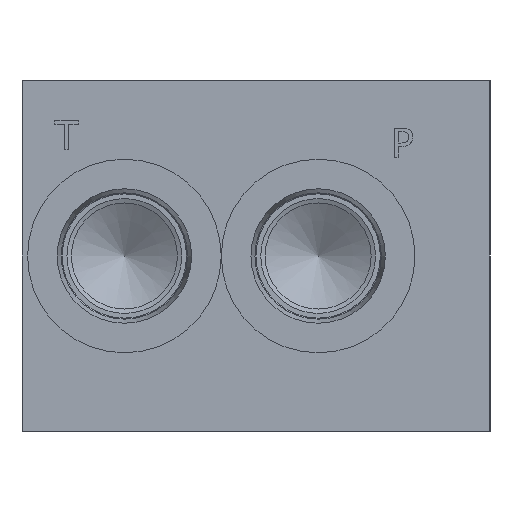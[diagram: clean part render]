
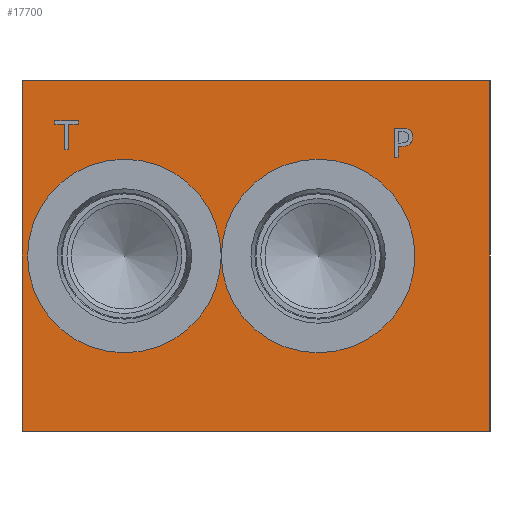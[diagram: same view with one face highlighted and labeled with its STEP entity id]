
A CAD part, left-side view. The second image highlights one B-rep face of the part: STEP entity #17700.
In plain terms, the highlighted planar face has unit normal (-1, 0, 0).
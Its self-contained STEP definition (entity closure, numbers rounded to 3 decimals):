
#230=CIRCLE('',#18471,21.019);
#231=CIRCLE('',#18472,21.019);
#232=CIRCLE('',#18473,21.019);
#233=CIRCLE('',#18474,21.019);
#668=FACE_BOUND('',#2794,.T.);
#669=FACE_BOUND('',#2795,.T.);
#670=FACE_BOUND('',#2796,.T.);
#671=FACE_BOUND('',#2797,.T.);
#1094=PLANE('',#18470);
#1783=FACE_OUTER_BOUND('',#2793,.T.);
#2793=EDGE_LOOP('',(#14361,#14362,#14363,#14364));
#2794=EDGE_LOOP('',(#14365,#14366));
#2795=EDGE_LOOP('',(#14367,#14368));
#2796=EDGE_LOOP('',(#14369,#14370,#14371,#14372,#14373,#14374,#14375,#14376));
#2797=EDGE_LOOP('',(#14377,#14378,#14379,#14380,#14381,#14382,#14383,#14384,
#14385));
#3366=LINE('',#23717,#4929);
#3627=LINE('',#25098,#5190);
#4218=LINE('',#28131,#5781);
#4389=LINE('',#29103,#5952);
#4392=LINE('',#29109,#5955);
#4395=LINE('',#29115,#5958);
#4398=LINE('',#29121,#5961);
#4401=LINE('',#29127,#5964);
#4405=LINE('',#29168,#5968);
#4406=LINE('',#29179,#5969);
#4407=LINE('',#29181,#5970);
#4408=LINE('',#29183,#5971);
#4409=LINE('',#29185,#5972);
#4410=LINE('',#29187,#5973);
#4411=LINE('',#29189,#5974);
#4412=LINE('',#29191,#5975);
#4413=LINE('',#29192,#5976);
#4929=VECTOR('',#19362,10.);
#5190=VECTOR('',#19679,10.);
#5781=VECTOR('',#20750,10.);
#5952=VECTOR('',#21073,10.);
#5955=VECTOR('',#21078,10.);
#5958=VECTOR('',#21083,10.);
#5961=VECTOR('',#21088,10.);
#5964=VECTOR('',#21093,10.);
#5968=VECTOR('',#21101,10.);
#5969=VECTOR('',#21110,10.);
#5970=VECTOR('',#21111,10.);
#5971=VECTOR('',#21112,10.);
#5972=VECTOR('',#21113,10.);
#5973=VECTOR('',#21114,10.);
#5974=VECTOR('',#21115,10.);
#5975=VECTOR('',#21116,10.);
#5976=VECTOR('',#21117,10.);
#6821=B_SPLINE_CURVE_WITH_KNOTS('',2,(#29070,#29071,#29072,#29073),
 .UNSPECIFIED.,.F.,.F.,(3,1,3),(0.,1.,2.),.UNSPECIFIED.);
#6823=B_SPLINE_CURVE_WITH_KNOTS('',2,(#29091,#29092,#29093,#29094),
 .UNSPECIFIED.,.F.,.F.,(3,1,3),(0.,1.,2.),.UNSPECIFIED.);
#6825=B_SPLINE_CURVE_WITH_KNOTS('',2,(#29140,#29141,#29142,#29143),
 .UNSPECIFIED.,.F.,.F.,(3,1,3),(0.,1.,2.),.UNSPECIFIED.);
#6827=B_SPLINE_CURVE_WITH_KNOTS('',2,(#29158,#29159,#29160,#29161),
 .UNSPECIFIED.,.F.,.F.,(3,1,3),(0.,1.,2.),.UNSPECIFIED.);
#7051=VERTEX_POINT('',#23713);
#7052=VERTEX_POINT('',#23715);
#7435=VERTEX_POINT('',#25095);
#7436=VERTEX_POINT('',#25097);
#8057=VERTEX_POINT('',#29068);
#8058=VERTEX_POINT('',#29069);
#8061=VERTEX_POINT('',#29090);
#8063=VERTEX_POINT('',#29102);
#8065=VERTEX_POINT('',#29108);
#8067=VERTEX_POINT('',#29114);
#8069=VERTEX_POINT('',#29120);
#8071=VERTEX_POINT('',#29126);
#8073=VERTEX_POINT('',#29139);
#8075=VERTEX_POINT('',#29169);
#8076=VERTEX_POINT('',#29170);
#8077=VERTEX_POINT('',#29173);
#8078=VERTEX_POINT('',#29174);
#8079=VERTEX_POINT('',#29177);
#8080=VERTEX_POINT('',#29178);
#8081=VERTEX_POINT('',#29180);
#8082=VERTEX_POINT('',#29182);
#8083=VERTEX_POINT('',#29184);
#8084=VERTEX_POINT('',#29186);
#8085=VERTEX_POINT('',#29188);
#8086=VERTEX_POINT('',#29190);
#8846=EDGE_CURVE('',#7051,#7052,#3366,.T.);
#9262=EDGE_CURVE('',#7435,#7436,#3627,.T.);
#10042=EDGE_CURVE('',#7435,#7051,#4218,.T.);
#10294=EDGE_CURVE('',#8057,#8058,#6821,.T.);
#10298=EDGE_CURVE('',#8061,#8057,#6823,.T.);
#10301=EDGE_CURVE('',#8063,#8061,#4389,.T.);
#10304=EDGE_CURVE('',#8065,#8063,#4392,.T.);
#10307=EDGE_CURVE('',#8067,#8065,#4395,.T.);
#10310=EDGE_CURVE('',#8069,#8067,#4398,.T.);
#10313=EDGE_CURVE('',#8071,#8069,#4401,.T.);
#10316=EDGE_CURVE('',#8073,#8071,#6825,.T.);
#10319=EDGE_CURVE('',#8058,#8073,#6827,.T.);
#10321=EDGE_CURVE('',#7436,#7052,#4405,.T.);
#10322=EDGE_CURVE('',#8075,#8076,#230,.T.);
#10323=EDGE_CURVE('',#8076,#8075,#231,.T.);
#10324=EDGE_CURVE('',#8077,#8078,#232,.T.);
#10325=EDGE_CURVE('',#8078,#8077,#233,.T.);
#10326=EDGE_CURVE('',#8079,#8080,#4406,.T.);
#10327=EDGE_CURVE('',#8080,#8081,#4407,.T.);
#10328=EDGE_CURVE('',#8081,#8082,#4408,.T.);
#10329=EDGE_CURVE('',#8082,#8083,#4409,.T.);
#10330=EDGE_CURVE('',#8083,#8084,#4410,.T.);
#10331=EDGE_CURVE('',#8084,#8085,#4411,.T.);
#10332=EDGE_CURVE('',#8085,#8086,#4412,.T.);
#10333=EDGE_CURVE('',#8086,#8079,#4413,.T.);
#14361=ORIENTED_EDGE('',*,*,#10042,.T.);
#14362=ORIENTED_EDGE('',*,*,#8846,.T.);
#14363=ORIENTED_EDGE('',*,*,#10321,.F.);
#14364=ORIENTED_EDGE('',*,*,#9262,.F.);
#14365=ORIENTED_EDGE('',*,*,#10322,.T.);
#14366=ORIENTED_EDGE('',*,*,#10323,.T.);
#14367=ORIENTED_EDGE('',*,*,#10324,.T.);
#14368=ORIENTED_EDGE('',*,*,#10325,.T.);
#14369=ORIENTED_EDGE('',*,*,#10326,.T.);
#14370=ORIENTED_EDGE('',*,*,#10327,.T.);
#14371=ORIENTED_EDGE('',*,*,#10328,.T.);
#14372=ORIENTED_EDGE('',*,*,#10329,.T.);
#14373=ORIENTED_EDGE('',*,*,#10330,.T.);
#14374=ORIENTED_EDGE('',*,*,#10331,.T.);
#14375=ORIENTED_EDGE('',*,*,#10332,.T.);
#14376=ORIENTED_EDGE('',*,*,#10333,.T.);
#14377=ORIENTED_EDGE('',*,*,#10294,.T.);
#14378=ORIENTED_EDGE('',*,*,#10319,.T.);
#14379=ORIENTED_EDGE('',*,*,#10316,.T.);
#14380=ORIENTED_EDGE('',*,*,#10313,.T.);
#14381=ORIENTED_EDGE('',*,*,#10310,.T.);
#14382=ORIENTED_EDGE('',*,*,#10307,.T.);
#14383=ORIENTED_EDGE('',*,*,#10304,.T.);
#14384=ORIENTED_EDGE('',*,*,#10301,.T.);
#14385=ORIENTED_EDGE('',*,*,#10298,.T.);
#17700=ADVANCED_FACE('',(#1783,#668,#669,#670,#671),#1094,.T.);
#18470=AXIS2_PLACEMENT_3D('',#29167,#21099,#21100);
#18471=AXIS2_PLACEMENT_3D('',#29171,#21102,#21103);
#18472=AXIS2_PLACEMENT_3D('',#29172,#21104,#21105);
#18473=AXIS2_PLACEMENT_3D('',#29175,#21106,#21107);
#18474=AXIS2_PLACEMENT_3D('',#29176,#21108,#21109);
#19362=DIRECTION('',(0.,0.,1.));
#19679=DIRECTION('',(0.,0.,1.));
#20750=DIRECTION('',(0.,-1.,0.));
#21073=DIRECTION('',(0.,-1.,0.));
#21078=DIRECTION('',(0.,0.,1.));
#21083=DIRECTION('',(0.,1.,0.));
#21088=DIRECTION('',(0.,0.,-1.));
#21093=DIRECTION('',(0.,1.,0.));
#21099=DIRECTION('center_axis',(-1.,0.,0.));
#21100=DIRECTION('ref_axis',(0.,-1.,0.));
#21101=DIRECTION('',(0.,-1.,0.));
#21102=DIRECTION('center_axis',(1.,0.,0.));
#21103=DIRECTION('ref_axis',(0.,0.,1.));
#21104=DIRECTION('center_axis',(1.,0.,0.));
#21105=DIRECTION('ref_axis',(0.,0.,1.));
#21106=DIRECTION('center_axis',(1.,0.,0.));
#21107=DIRECTION('ref_axis',(0.,0.,1.));
#21108=DIRECTION('center_axis',(1.,0.,0.));
#21109=DIRECTION('ref_axis',(0.,0.,1.));
#21110=DIRECTION('',(0.,1.,0.));
#21111=DIRECTION('',(0.,0.,1.));
#21112=DIRECTION('',(0.,1.,0.));
#21113=DIRECTION('',(0.,0.,1.));
#21114=DIRECTION('',(0.,-1.,0.));
#21115=DIRECTION('',(0.,0.,-1.));
#21116=DIRECTION('',(0.,1.,0.));
#21117=DIRECTION('',(0.,0.,-1.));
#23713=CARTESIAN_POINT('',(0.,0.,0.));
#23715=CARTESIAN_POINT('',(0.,0.,76.2));
#23717=CARTESIAN_POINT('',(0.,0.,0.));
#25095=CARTESIAN_POINT('',(0.,101.6,0.));
#25097=CARTESIAN_POINT('',(0.,101.6,76.2));
#25098=CARTESIAN_POINT('',(0.,101.6,0.));
#28131=CARTESIAN_POINT('',(0.,101.6,0.));
#29068=CARTESIAN_POINT('',(0.,17.531,65.485));
#29069=CARTESIAN_POINT('',(0.,16.774,63.967));
#29070=CARTESIAN_POINT('Ctrl Pts',(0.,17.531,65.485));
#29071=CARTESIAN_POINT('Ctrl Pts',(0.,17.176,65.243));
#29072=CARTESIAN_POINT('Ctrl Pts',(0.,16.774,64.497));
#29073=CARTESIAN_POINT('Ctrl Pts',(0.,16.774,63.967));
#29090=CARTESIAN_POINT('',(0.,19.193,65.881));
#29091=CARTESIAN_POINT('Ctrl Pts',(0.,19.193,65.881));
#29092=CARTESIAN_POINT('Ctrl Pts',(0.,18.627,65.881));
#29093=CARTESIAN_POINT('Ctrl Pts',(0.,17.834,65.696));
#29094=CARTESIAN_POINT('Ctrl Pts',(0.,17.531,65.485));
#29102=CARTESIAN_POINT('',(0.,20.788,65.881));
#29103=CARTESIAN_POINT('',(0.,61.194,65.881));
#29108=CARTESIAN_POINT('',(0.,20.788,59.531));
#29109=CARTESIAN_POINT('',(0.,20.788,29.766));
#29114=CARTESIAN_POINT('',(0.,19.944,59.531));
#29115=CARTESIAN_POINT('',(0.,60.772,59.531));
#29120=CARTESIAN_POINT('',(0.,19.944,61.898));
#29121=CARTESIAN_POINT('',(0.,19.944,30.949));
#29126=CARTESIAN_POINT('',(0.,19.229,61.898));
#29127=CARTESIAN_POINT('',(0.,60.414,61.898));
#29139=CARTESIAN_POINT('',(0.,17.33,62.557));
#29140=CARTESIAN_POINT('Ctrl Pts',(0.,17.33,62.557));
#29141=CARTESIAN_POINT('Ctrl Pts',(0.,17.659,62.233));
#29142=CARTESIAN_POINT('Ctrl Pts',(0.,18.55,61.898));
#29143=CARTESIAN_POINT('Ctrl Pts',(0.,19.229,61.898));
#29158=CARTESIAN_POINT('Ctrl Pts',(0.,16.774,63.967));
#29159=CARTESIAN_POINT('Ctrl Pts',(0.,16.774,63.555));
#29160=CARTESIAN_POINT('Ctrl Pts',(0.,17.068,62.814));
#29161=CARTESIAN_POINT('Ctrl Pts',(0.,17.33,62.557));
#29167=CARTESIAN_POINT('Origin',(0.,101.6,0.));
#29168=CARTESIAN_POINT('',(0.,101.6,76.2));
#29169=CARTESIAN_POINT('',(0.,79.375,59.119));
#29170=CARTESIAN_POINT('',(0.,79.375,17.082));
#29171=CARTESIAN_POINT('Origin',(0.,79.375,38.1));
#29172=CARTESIAN_POINT('Origin',(0.,79.375,38.1));
#29173=CARTESIAN_POINT('',(0.,37.313,59.119));
#29174=CARTESIAN_POINT('',(0.,37.313,17.082));
#29175=CARTESIAN_POINT('Origin',(0.,37.313,38.1));
#29176=CARTESIAN_POINT('Origin',(0.,37.313,38.1));
#29177=CARTESIAN_POINT('',(0.,91.487,61.119));
#29178=CARTESIAN_POINT('',(0.,92.331,61.119));
#29179=CARTESIAN_POINT('',(0.,96.544,61.119));
#29180=CARTESIAN_POINT('',(0.,92.331,66.717));
#29181=CARTESIAN_POINT('',(0.,92.331,30.559));
#29182=CARTESIAN_POINT('',(0.,94.461,66.717));
#29183=CARTESIAN_POINT('',(0.,96.966,66.717));
#29184=CARTESIAN_POINT('',(0.,94.461,67.469));
#29185=CARTESIAN_POINT('',(0.,94.461,33.359));
#29186=CARTESIAN_POINT('',(0.,89.357,67.469));
#29187=CARTESIAN_POINT('',(0.,98.031,67.469));
#29188=CARTESIAN_POINT('',(0.,89.357,66.717));
#29189=CARTESIAN_POINT('',(0.,89.357,33.734));
#29190=CARTESIAN_POINT('',(0.,91.487,66.717));
#29191=CARTESIAN_POINT('',(0.,95.478,66.717));
#29192=CARTESIAN_POINT('',(0.,91.487,33.359));
